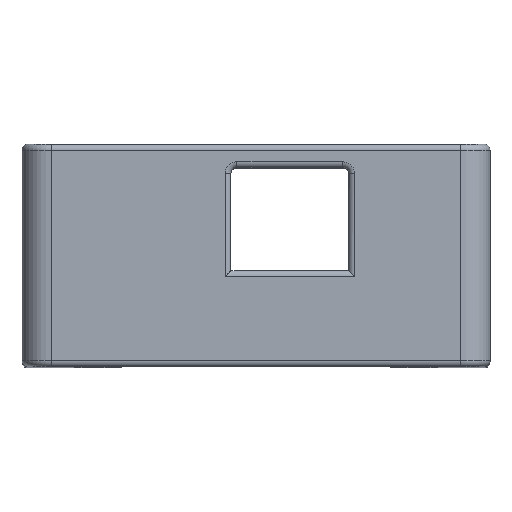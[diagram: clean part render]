
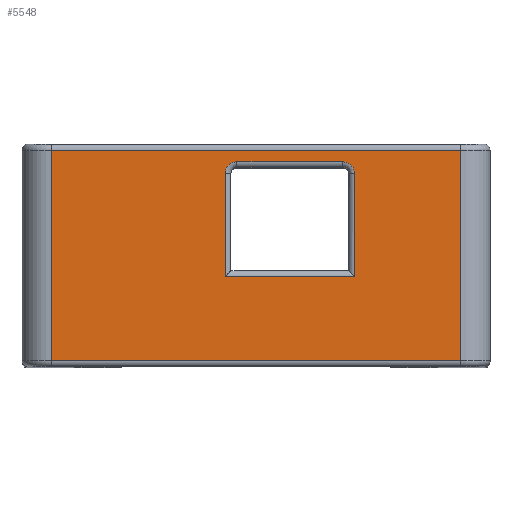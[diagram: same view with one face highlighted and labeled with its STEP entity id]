
A CAD part, top view. The second image highlights one B-rep face of the part: STEP entity #5548.
In plain terms, the highlighted planar face has unit normal (0, 0, 1).
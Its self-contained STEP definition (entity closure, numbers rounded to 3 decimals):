
#107 = EDGE_CURVE ( 'NONE', #2088, #5177, #1882, .T. ) ;
#241 = CARTESIAN_POINT ( 'NONE',  ( -56.95, -1.08, 20.5 ) ) ;
#247 = EDGE_CURVE ( 'NONE', #6293, #2186, #404, .T. ) ;
#271 = VECTOR ( 'NONE', #4544, 1000. ) ;
#338 = CARTESIAN_POINT ( 'NONE',  ( 0., 0., 20.5 ) ) ;
#399 = EDGE_CURVE ( 'NONE', #4684, #1049, #2592, .T. ) ;
#404 = LINE ( 'NONE', #5917, #3689 ) ;
#673 = DIRECTION ( 'NONE',  ( 1., 0., 0. ) ) ;
#714 = CARTESIAN_POINT ( 'NONE',  ( -47.05, 5.28, 20.5 ) ) ;
#717 = CARTESIAN_POINT ( 'NONE',  ( -46.65, 1.78, 20.5 ) ) ;
#731 = CARTESIAN_POINT ( 'NONE',  ( -56.95, -1.08, 20.5 ) ) ;
#754 = ORIENTED_EDGE ( 'NONE', *, *, #2656, .T. ) ;
#810 = VECTOR ( 'NONE', #1770, 1000. ) ;
#817 = ORIENTED_EDGE ( 'NONE', *, *, #399, .T. ) ;
#978 = DIRECTION ( 'NONE',  ( -1., 0., 0. ) ) ;
#1049 = VERTEX_POINT ( 'NONE', #5526 ) ;
#1190 = DIRECTION ( 'NONE',  ( 1., 0., 0. ) ) ;
#1233 = EDGE_CURVE ( 'NONE', #2707, #6293, #4404, .T. ) ;
#1350 = FACE_BOUND ( 'NONE', #5834, .T. ) ;
#1377 = LINE ( 'NONE', #4383, #810 ) ;
#1387 = DIRECTION ( 'NONE',  ( -1., 0., 0. ) ) ;
#1404 = CIRCLE ( 'NONE', #5579, 0.4 ) ;
#1551 = CIRCLE ( 'NONE', #4775, 0.4 ) ;
#1677 = DIRECTION ( 'NONE',  ( 0., 1., 0. ) ) ;
#1770 = DIRECTION ( 'NONE',  ( -1., 0., 0. ) ) ;
#1882 = LINE ( 'NONE', #5865, #4878 ) ;
#1945 = EDGE_CURVE ( 'NONE', #5177, #1049, #1551, .T. ) ;
#1980 = EDGE_CURVE ( 'NONE', #2186, #5762, #5203, .T. ) ;
#2050 = CARTESIAN_POINT ( 'NONE',  ( -51.05, 1.78, 20.5 ) ) ;
#2055 = ORIENTED_EDGE ( 'NONE', *, *, #1980, .T. ) ;
#2088 = VERTEX_POINT ( 'NONE', #2780 ) ;
#2186 = VERTEX_POINT ( 'NONE', #4416 ) ;
#2239 = VERTEX_POINT ( 'NONE', #717 ) ;
#2592 = LINE ( 'NONE', #6067, #2672 ) ;
#2641 = ORIENTED_EDGE ( 'NONE', *, *, #1945, .F. ) ;
#2656 = EDGE_CURVE ( 'NONE', #5762, #2707, #4599, .T. ) ;
#2660 = VECTOR ( 'NONE', #3944, 1000. ) ;
#2667 = ORIENTED_EDGE ( 'NONE', *, *, #107, .F. ) ;
#2672 = VECTOR ( 'NONE', #1677, 1000. ) ;
#2707 = VERTEX_POINT ( 'NONE', #3645 ) ;
#2712 = DIRECTION ( 'NONE',  ( 0., -1., 0. ) ) ;
#2750 = ORIENTED_EDGE ( 'NONE', *, *, #3909, .T. ) ;
#2780 = CARTESIAN_POINT ( 'NONE',  ( -47.05, 5.68, 20.5 ) ) ;
#3004 = ORIENTED_EDGE ( 'NONE', *, *, #1233, .T. ) ;
#3054 = ORIENTED_EDGE ( 'NONE', *, *, #5939, .T. ) ;
#3441 = LINE ( 'NONE', #5559, #271 ) ;
#3549 = ORIENTED_EDGE ( 'NONE', *, *, #247, .T. ) ;
#3587 = DIRECTION ( 'NONE',  ( 0., 0., 1. ) ) ;
#3645 = CARTESIAN_POINT ( 'NONE',  ( -43.05, -1.08, 20.5 ) ) ;
#3689 = VECTOR ( 'NONE', #978, 1000. ) ;
#3732 = DIRECTION ( 'NONE',  ( 0., 0., 1. ) ) ;
#3814 = ORIENTED_EDGE ( 'NONE', *, *, #6416, .F. ) ;
#3825 = VECTOR ( 'NONE', #673, 1000. ) ;
#3832 = FACE_OUTER_BOUND ( 'NONE', #4891, .T. ) ;
#3909 = EDGE_CURVE ( 'NONE', #2239, #4684, #1377, .T. ) ;
#3944 = DIRECTION ( 'NONE',  ( 0., 1., 0. ) ) ;
#4104 = CARTESIAN_POINT ( 'NONE',  ( 0., -1.08, 20.5 ) ) ;
#4188 = CARTESIAN_POINT ( 'NONE',  ( -50.65, 5.28, 20.5 ) ) ;
#4296 = CARTESIAN_POINT ( 'NONE',  ( -50.65, 5.68, 20.5 ) ) ;
#4322 = DIRECTION ( 'NONE',  ( 0., 0., 1. ) ) ;
#4383 = CARTESIAN_POINT ( 'NONE',  ( -50.85, 1.78, 20.5 ) ) ;
#4404 = LINE ( 'NONE', #5289, #2660 ) ;
#4416 = CARTESIAN_POINT ( 'NONE',  ( -56.95, 6.08, 20.5 ) ) ;
#4544 = DIRECTION ( 'NONE',  ( 0., -1., 0. ) ) ;
#4599 = LINE ( 'NONE', #4104, #3825 ) ;
#4684 = VERTEX_POINT ( 'NONE', #2050 ) ;
#4769 = DIRECTION ( 'NONE',  ( 1., 0., 0. ) ) ;
#4775 = AXIS2_PLACEMENT_3D ( 'NONE', #4188, #3732, #4769 ) ;
#4861 = CARTESIAN_POINT ( 'NONE',  ( -43.05, 6.08, 20.5 ) ) ;
#4878 = VECTOR ( 'NONE', #1387, 1000. ) ;
#4891 = EDGE_LOOP ( 'NONE', ( #3549, #2055, #754, #3004 ) ) ;
#5177 = VERTEX_POINT ( 'NONE', #4296 ) ;
#5188 = VERTEX_POINT ( 'NONE', #6326 ) ;
#5203 = LINE ( 'NONE', #731, #6043 ) ;
#5289 = CARTESIAN_POINT ( 'NONE',  ( -43.05, 6.08, 20.5 ) ) ;
#5301 = DIRECTION ( 'NONE',  ( 1., 0., 0. ) ) ;
#5477 = AXIS2_PLACEMENT_3D ( 'NONE', #338, #4322, #5301 ) ;
#5526 = CARTESIAN_POINT ( 'NONE',  ( -51.05, 5.28, 20.5 ) ) ;
#5548 = ADVANCED_FACE ( 'NONE', ( #3832, #1350 ), #5824, .T. ) ;
#5559 = CARTESIAN_POINT ( 'NONE',  ( -46.65, 1.98, 20.5 ) ) ;
#5579 = AXIS2_PLACEMENT_3D ( 'NONE', #714, #3587, #1190 ) ;
#5762 = VERTEX_POINT ( 'NONE', #241 ) ;
#5824 = PLANE ( 'NONE',  #5477 ) ;
#5834 = EDGE_LOOP ( 'NONE', ( #2667, #3814, #3054, #2750, #817, #2641 ) ) ;
#5865 = CARTESIAN_POINT ( 'NONE',  ( 0., 5.68, 20.5 ) ) ;
#5917 = CARTESIAN_POINT ( 'NONE',  ( 0., 6.08, 20.5 ) ) ;
#5939 = EDGE_CURVE ( 'NONE', #5188, #2239, #3441, .T. ) ;
#6043 = VECTOR ( 'NONE', #2712, 1000. ) ;
#6067 = CARTESIAN_POINT ( 'NONE',  ( -51.05, 5.48, 20.5 ) ) ;
#6293 = VERTEX_POINT ( 'NONE', #4861 ) ;
#6326 = CARTESIAN_POINT ( 'NONE',  ( -46.65, 5.28, 20.5 ) ) ;
#6416 = EDGE_CURVE ( 'NONE', #5188, #2088, #1404, .T. ) ;
